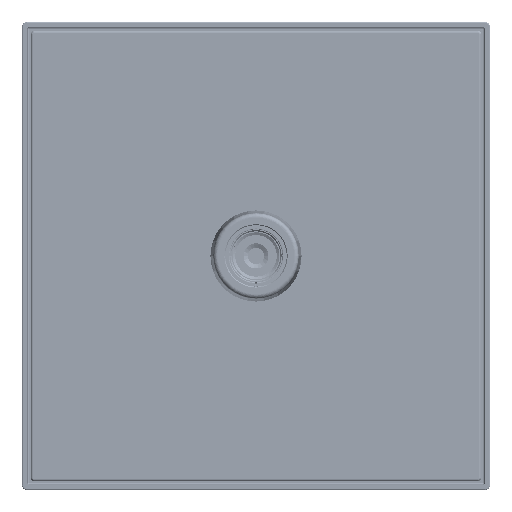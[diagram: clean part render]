
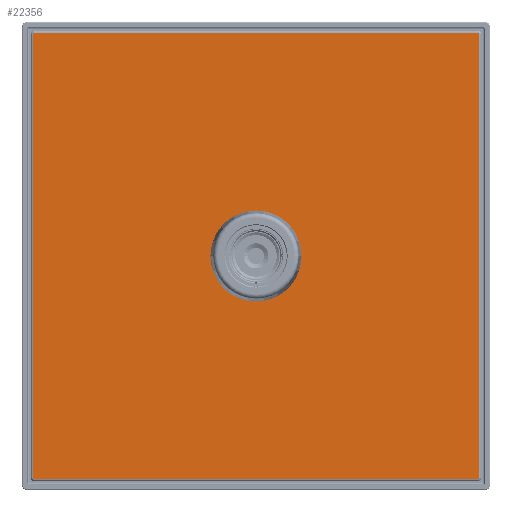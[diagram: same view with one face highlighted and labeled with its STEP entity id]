
A CAD part, top view. The second image highlights one B-rep face of the part: STEP entity #22356.
In plain terms, the highlighted planar face has unit normal (0, 0, 1).
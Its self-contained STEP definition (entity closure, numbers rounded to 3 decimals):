
#2=CARTESIAN_POINT('',(0.,0.,9.));
#3=DIRECTION('',(0.,0.,1.));
#4=DIRECTION('',(-1.,0.,0.));
#5=AXIS2_PLACEMENT_3D('',#2,#3,#4);
#7=CARTESIAN_POINT('',(0.,0.,9.));
#8=DIRECTION('',(0.,0.,1.));
#9=DIRECTION('',(1.,0.,0.));
#10=AXIS2_PLACEMENT_3D('',#7,#8,#9);
#12=CARTESIAN_POINT('',(-97.5,97.5,9.));
#13=DIRECTION('',(0.,0.,1.));
#14=DIRECTION('',(0.,1.,0.));
#15=AXIS2_PLACEMENT_3D('',#12,#13,#14);
#17=DIRECTION('',(-1.,0.,0.));
#18=VECTOR('',#17,195.);
#19=CARTESIAN_POINT('',(97.5,97.867,9.));
#20=LINE('',#19,#18);
#21=CARTESIAN_POINT('',(97.5,97.5,9.));
#22=DIRECTION('',(0.,0.,1.));
#23=DIRECTION('',(1.,0.,0.));
#24=AXIS2_PLACEMENT_3D('',#21,#22,#23);
#26=DIRECTION('',(0.,1.,0.));
#27=VECTOR('',#26,195.);
#28=CARTESIAN_POINT('',(97.867,-97.5,9.));
#29=LINE('',#28,#27);
#30=CARTESIAN_POINT('',(97.5,-97.5,9.));
#31=DIRECTION('',(0.,0.,1.));
#32=DIRECTION('',(0.,-1.,0.));
#33=AXIS2_PLACEMENT_3D('',#30,#31,#32);
#35=DIRECTION('',(1.,0.,0.));
#36=VECTOR('',#35,195.);
#37=CARTESIAN_POINT('',(-97.5,-97.867,9.));
#38=LINE('',#37,#36);
#39=CARTESIAN_POINT('',(-97.5,-97.5,9.));
#40=DIRECTION('',(0.,0.,1.));
#41=DIRECTION('',(-1.,0.,0.));
#42=AXIS2_PLACEMENT_3D('',#39,#40,#41);
#44=DIRECTION('',(0.,-1.,0.));
#45=VECTOR('',#44,195.);
#46=CARTESIAN_POINT('',(-97.867,97.5,9.));
#47=LINE('',#46,#45);
#18289=CARTESIAN_POINT('',(-18.,0.,9.));
#18290=CARTESIAN_POINT('',(18.,0.,9.));
#18291=VERTEX_POINT('',#18289);
#18292=VERTEX_POINT('',#18290);
#19275=CARTESIAN_POINT('',(-97.5,97.867,9.));
#19276=CARTESIAN_POINT('',(-97.867,97.5,9.));
#19277=VERTEX_POINT('',#19275);
#19278=VERTEX_POINT('',#19276);
#19283=CARTESIAN_POINT('',(-97.867,-97.5,9.));
#19284=VERTEX_POINT('',#19283);
#19287=CARTESIAN_POINT('',(-97.5,-97.867,9.));
#19288=VERTEX_POINT('',#19287);
#19291=CARTESIAN_POINT('',(97.5,-97.867,9.));
#19292=VERTEX_POINT('',#19291);
#19295=CARTESIAN_POINT('',(97.867,-97.5,9.));
#19296=VERTEX_POINT('',#19295);
#19299=CARTESIAN_POINT('',(97.867,97.5,9.));
#19300=VERTEX_POINT('',#19299);
#19303=CARTESIAN_POINT('',(97.5,97.867,9.));
#19304=VERTEX_POINT('',#19303);
#22327=CARTESIAN_POINT('',(0.,0.,9.));
#22328=DIRECTION('',(0.,0.,1.));
#22329=DIRECTION('',(0.,1.,0.));
#22330=AXIS2_PLACEMENT_3D('',#22327,#22328,#22329);
#22331=PLANE('',#22330);
#22333=ORIENTED_EDGE('',*,*,#22332,.F.);
#22335=ORIENTED_EDGE('',*,*,#22334,.F.);
#22337=ORIENTED_EDGE('',*,*,#22336,.F.);
#22339=ORIENTED_EDGE('',*,*,#22338,.F.);
#22341=ORIENTED_EDGE('',*,*,#22340,.F.);
#22343=ORIENTED_EDGE('',*,*,#22342,.F.);
#22345=ORIENTED_EDGE('',*,*,#22344,.F.);
#22347=ORIENTED_EDGE('',*,*,#22346,.F.);
#22348=EDGE_LOOP('',(#22333,#22335,#22337,#22339,#22341,#22343,#22345,#22347));
#22349=FACE_OUTER_BOUND('',#22348,.F.);
#22351=ORIENTED_EDGE('',*,*,#22350,.T.);
#22353=ORIENTED_EDGE('',*,*,#22352,.T.);
#22354=EDGE_LOOP('',(#22351,#22353));
#22355=FACE_BOUND('',#22354,.F.);
#6=CIRCLE('',#5,18.);
#11=CIRCLE('',#10,18.);
#16=CIRCLE('',#15,0.367);
#25=CIRCLE('',#24,0.367);
#34=CIRCLE('',#33,0.367);
#43=CIRCLE('',#42,0.367);
#22332=EDGE_CURVE('',#19277,#19278,#16,.T.);
#22334=EDGE_CURVE('',#19304,#19277,#20,.T.);
#22336=EDGE_CURVE('',#19300,#19304,#25,.T.);
#22338=EDGE_CURVE('',#19296,#19300,#29,.T.);
#22340=EDGE_CURVE('',#19292,#19296,#34,.T.);
#22342=EDGE_CURVE('',#19288,#19292,#38,.T.);
#22344=EDGE_CURVE('',#19284,#19288,#43,.T.);
#22346=EDGE_CURVE('',#19278,#19284,#47,.T.);
#22350=EDGE_CURVE('',#18291,#18292,#6,.T.);
#22352=EDGE_CURVE('',#18292,#18291,#11,.T.);
#22356=ADVANCED_FACE('',(#22349,#22355),#22331,.T.);
